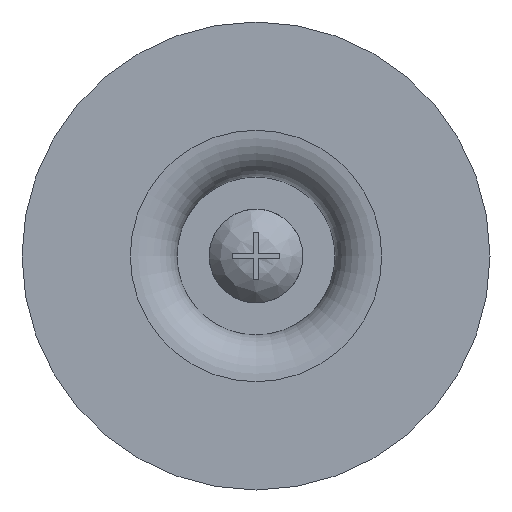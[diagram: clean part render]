
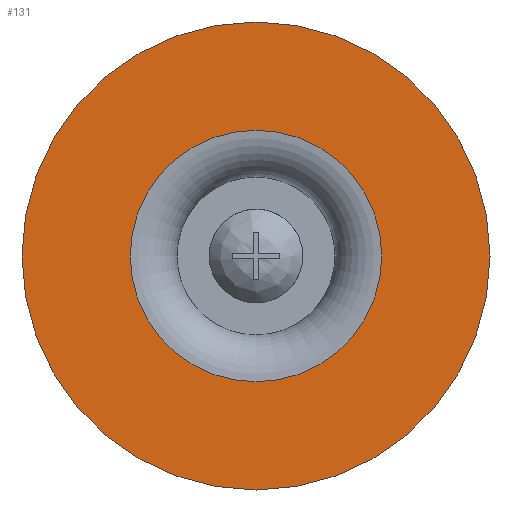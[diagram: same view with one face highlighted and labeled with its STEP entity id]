
A CAD part, front view. The second image highlights one B-rep face of the part: STEP entity #131.
In plain terms, the highlighted planar face has unit normal (0, -1, 0).
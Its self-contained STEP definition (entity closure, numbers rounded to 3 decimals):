
#131 = ADVANCED_FACE( '', ( #275, #276 ), #277, .F. );
#275 = FACE_BOUND( '', #464, .T. );
#276 = FACE_OUTER_BOUND( '', #465, .T. );
#277 = PLANE( '', #466 );
#464 = EDGE_LOOP( '', ( #772 ) );
#465 = EDGE_LOOP( '', ( #773 ) );
#466 = AXIS2_PLACEMENT_3D( '', #774, #775, #776 );
#772 = ORIENTED_EDGE( '', *, *, #952, .F. );
#773 = ORIENTED_EDGE( '', *, *, #987, .T. );
#774 = CARTESIAN_POINT( '', ( 20., 0., 0. ) );
#775 = DIRECTION( '', ( 0., 1., 0. ) );
#776 = DIRECTION( '', ( 0., 0., 1. ) );
#952 = EDGE_CURVE( '', #1136, #1136, #1137, .T. );
#987 = EDGE_CURVE( '', #1179, #1179, #1180, .T. );
#1136 = VERTEX_POINT( '', #1497 );
#1137 = CIRCLE( '', #1498, 10.75 );
#1179 = VERTEX_POINT( '', #1567 );
#1180 = CIRCLE( '', #1568, 20. );
#1497 = CARTESIAN_POINT( '', ( 0., 0., -10.75 ) );
#1498 = AXIS2_PLACEMENT_3D( '', #1651, #1652, #1653 );
#1567 = CARTESIAN_POINT( '', ( 0., 0., -20. ) );
#1568 = AXIS2_PLACEMENT_3D( '', #1678, #1679, #1680 );
#1651 = CARTESIAN_POINT( '', ( 0., 0., 0. ) );
#1652 = DIRECTION( '', ( 0., -1., 0. ) );
#1653 = DIRECTION( '', ( 0., 0., -1. ) );
#1678 = CARTESIAN_POINT( '', ( 0., 0., 0. ) );
#1679 = DIRECTION( '', ( 0., -1., 0. ) );
#1680 = DIRECTION( '', ( 0., 0., -1. ) );
